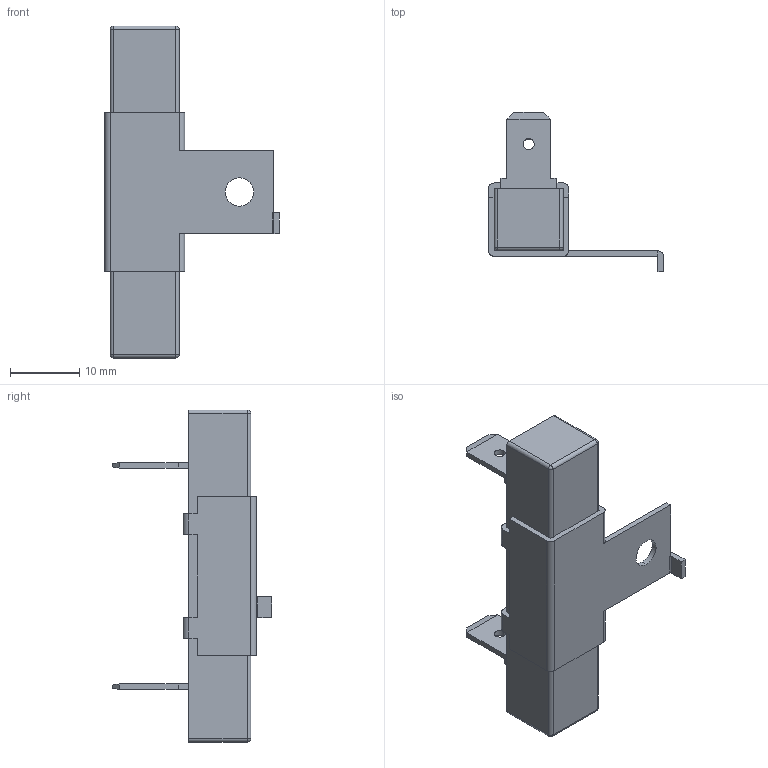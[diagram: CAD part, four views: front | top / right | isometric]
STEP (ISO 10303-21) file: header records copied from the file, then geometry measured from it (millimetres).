
FILE_DESCRIPTION (( 'STEP AP203' ), '1' );
FILE_NAME ('WPRT10AD.STEP', '2015-10-19T11:16:38', ( '' ), ( '' ), 'SwSTEP 2.0', 'SolidWorks 2015', '' );
FILE_SCHEMA (( 'CONFIG_CONTROL_DESIGN' ));
Length unit declared in the file: millimetre
Products named in the file (1): WPRT10AD
Bounding box: 25.3 x 23 x 48 mm (x, y, z)
Surface area: 3892.4 mm2 (no closed solid volume)
Topology: 0 solids, 4 shells, 101 faces, 275 edges, 173 vertices
Faces by surface type: plane 74, cylinder 23, sphere 4
Entity records: 3171 total; most frequent: CARTESIAN_POINT 546, DIRECTION 521, ORIENTED_EDGE 514, EDGE_CURVE 271, VECTOR 225, LINE 225, VERTEX_POINT 173, AXIS2_PLACEMENT_3D 148
